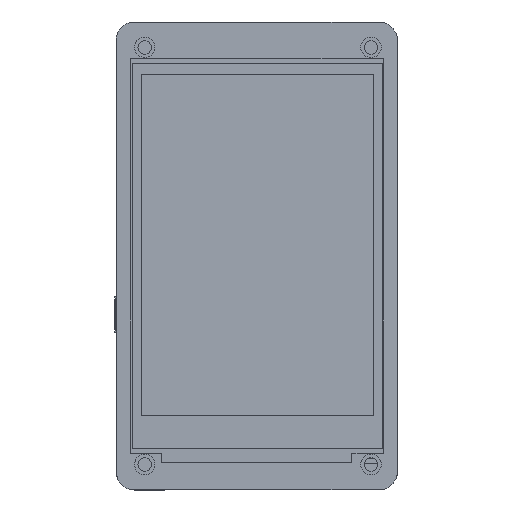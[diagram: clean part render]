
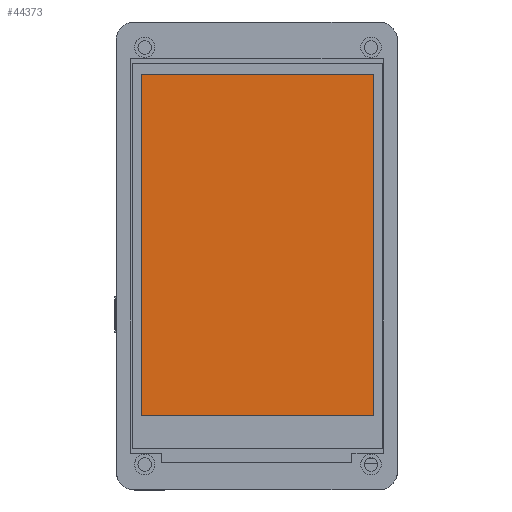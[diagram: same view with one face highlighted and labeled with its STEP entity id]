
A CAD part, top view. The second image highlights one B-rep face of the part: STEP entity #44373.
In plain terms, the highlighted planar face has unit normal (0, 0, 1).
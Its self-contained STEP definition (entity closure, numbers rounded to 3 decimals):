
#2546=FACE_OUTER_BOUND('',#5122,.T.);
#5122=EDGE_LOOP('',(#29974,#29975,#29976,#29977));
#7997=LINE('',#63695,#13430);
#7998=LINE('',#63697,#13431);
#7999=LINE('',#63699,#13432);
#8000=LINE('',#63700,#13433);
#13430=VECTOR('',#51271,10.);
#13431=VECTOR('',#51272,10.);
#13432=VECTOR('',#51273,10.);
#13433=VECTOR('',#51274,10.);
#18861=VERTEX_POINT('',#63693);
#18862=VERTEX_POINT('',#63694);
#18863=VERTEX_POINT('',#63696);
#18864=VERTEX_POINT('',#63698);
#23175=EDGE_CURVE('',#18861,#18862,#7997,.T.);
#23176=EDGE_CURVE('',#18863,#18861,#7998,.T.);
#23177=EDGE_CURVE('',#18864,#18863,#7999,.T.);
#23178=EDGE_CURVE('',#18862,#18864,#8000,.T.);
#29974=ORIENTED_EDGE('',*,*,#23175,.F.);
#29975=ORIENTED_EDGE('',*,*,#23176,.F.);
#29976=ORIENTED_EDGE('',*,*,#23177,.F.);
#29977=ORIENTED_EDGE('',*,*,#23178,.F.);
#42413=PLANE('',#47343);
#44373=ADVANCED_FACE('',(#2546),#42413,.T.);
#47343=AXIS2_PLACEMENT_3D('',#63692,#51269,#51270);
#51269=DIRECTION('center_axis',(0.,0.,1.));
#51270=DIRECTION('ref_axis',(1.,0.,0.));
#51271=DIRECTION('',(1.,0.,0.));
#51272=DIRECTION('',(0.,1.,0.));
#51273=DIRECTION('',(-1.,0.,0.));
#51274=DIRECTION('',(0.,-1.,0.));
#63692=CARTESIAN_POINT('Origin',(49.,28.4,5.94));
#63693=CARTESIAN_POINT('',(13.8,54.,5.94));
#63694=CARTESIAN_POINT('',(89.1,54.,5.94));
#63695=CARTESIAN_POINT('',(69.05,54.,5.94));
#63696=CARTESIAN_POINT('',(13.8,2.8,5.94));
#63697=CARTESIAN_POINT('',(13.8,41.2,5.94));
#63698=CARTESIAN_POINT('',(89.1,2.8,5.94));
#63699=CARTESIAN_POINT('',(31.4,2.8,5.94));
#63700=CARTESIAN_POINT('',(89.1,15.6,5.94));
